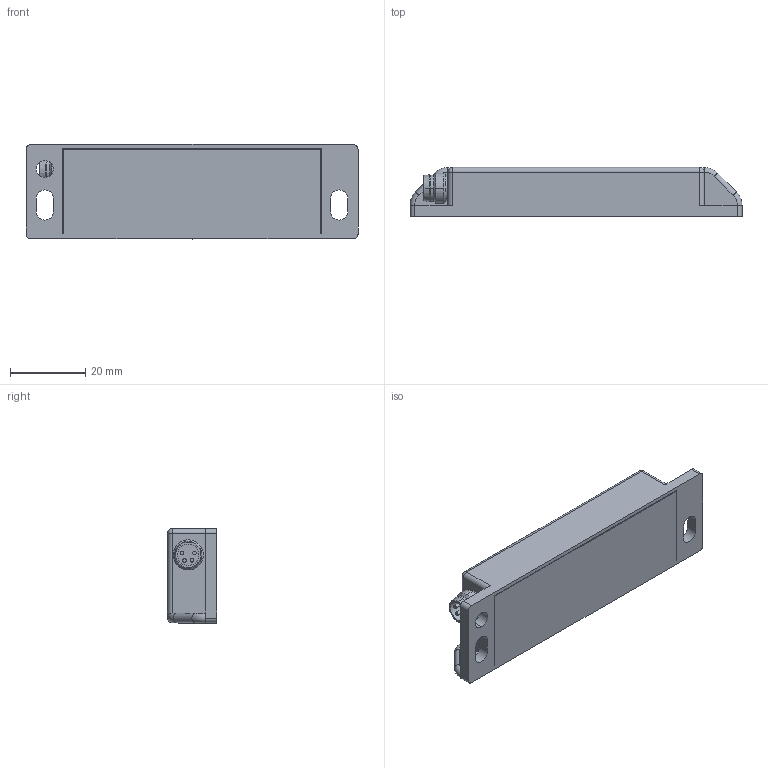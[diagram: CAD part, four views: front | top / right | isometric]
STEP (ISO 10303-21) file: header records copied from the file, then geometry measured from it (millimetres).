
FILE_DESCRIPTION((''),'2;1');
FILE_NAME('211844_ASM','2019-05-07T12:38:26',('pdmadmin'),('BANNER ENGINEERING'),'CREO PARAMETRIC BY PTC INC, 2018300','CREO PARAMETRIC BY PTC INC, 2018300','');
FILE_SCHEMA(('CONFIG_CONTROL_DESIGN'));
Length unit declared in the file: millimetre
Products named in the file (2): 211844; 211844_ASM
Assembly tree (1 placements, depth 2):
  211844_ASM
    211844
Bounding box: 88 x 13 x 25.2 mm (x, y, z)
Volume: 23741.8 mm3; surface area: 7671.3 mm2
Topology: 1 solids, 1 shells, 85 faces, 225 edges, 149 vertices
Faces by surface type: plane 37, cylinder 34, cone 8, torus 4, sphere 2
Entity records: 2763 total; most frequent: DIRECTION 503, CARTESIAN_POINT 477, ORIENTED_EDGE 446, EDGE_CURVE 223, AXIS2_PLACEMENT_3D 194, VERTEX_POINT 149, VECTOR 115, LINE 115
